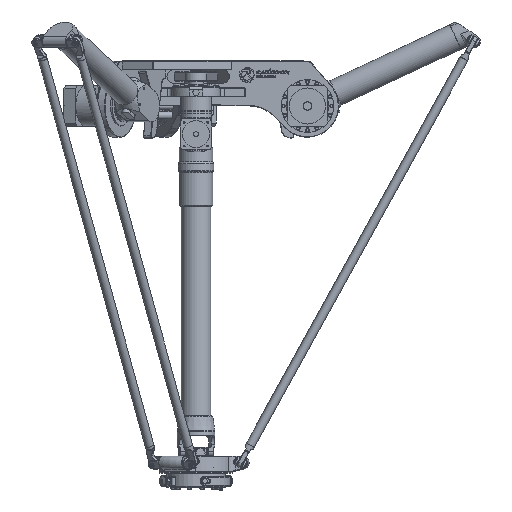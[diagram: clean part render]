
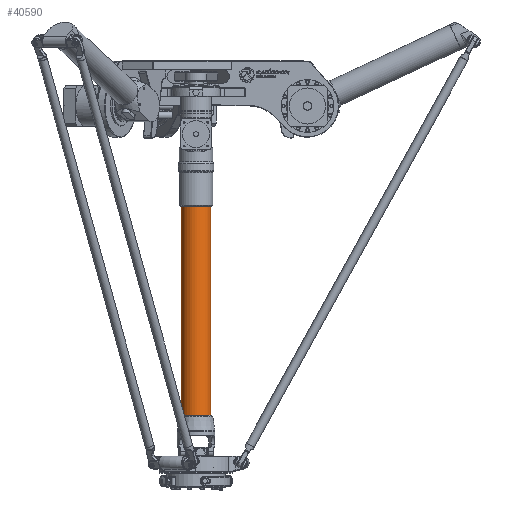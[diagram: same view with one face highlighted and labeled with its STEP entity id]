
A CAD part, front view. The second image highlights one B-rep face of the part: STEP entity #40590.
In plain terms, the highlighted cylindrical face has radius 33.5 mm (diameter 67 mm), a full revolution.
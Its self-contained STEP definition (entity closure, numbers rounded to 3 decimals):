
#1661=FACE_BOUND('',#8080,.T.);
#5045=FACE_OUTER_BOUND('',#8079,.T.);
#8079=EDGE_LOOP('',(#34272));
#8080=EDGE_LOOP('',(#34273));
#10262=CIRCLE('',#44524,33.5);
#10293=CIRCLE('',#44603,33.5);
#19753=VERTEX_POINT('',#73787);
#19815=VERTEX_POINT('',#74124);
#24711=EDGE_CURVE('',#19753,#19753,#10262,.T.);
#24806=EDGE_CURVE('',#19815,#19815,#10293,.T.);
#34272=ORIENTED_EDGE('',*,*,#24711,.F.);
#34273=ORIENTED_EDGE('',*,*,#24806,.T.);
#37631=CYLINDRICAL_SURFACE('',#44616,33.5);
#40590=ADVANCED_FACE('',(#5045,#1661),#37631,.T.);
#44524=AXIS2_PLACEMENT_3D('',#73788,#54396,#54397);
#44603=AXIS2_PLACEMENT_3D('',#74125,#54598,#54599);
#44616=AXIS2_PLACEMENT_3D('',#74142,#54624,#54625);
#54396=DIRECTION('center_axis',(0.,-1.,0.));
#54397=DIRECTION('ref_axis',(1.,0.,0.));
#54598=DIRECTION('center_axis',(0.,-1.,0.));
#54599=DIRECTION('ref_axis',(1.,0.,0.));
#54624=DIRECTION('center_axis',(0.,-1.,0.));
#54625=DIRECTION('ref_axis',(1.,0.,0.));
#73787=CARTESIAN_POINT('',(33.5,0.,0.));
#73788=CARTESIAN_POINT('Origin',(0.,0.,0.));
#74124=CARTESIAN_POINT('',(33.5,468.5,0.));
#74125=CARTESIAN_POINT('Origin',(0.,468.5,0.));
#74142=CARTESIAN_POINT('Origin',(0.,234.25,0.));
